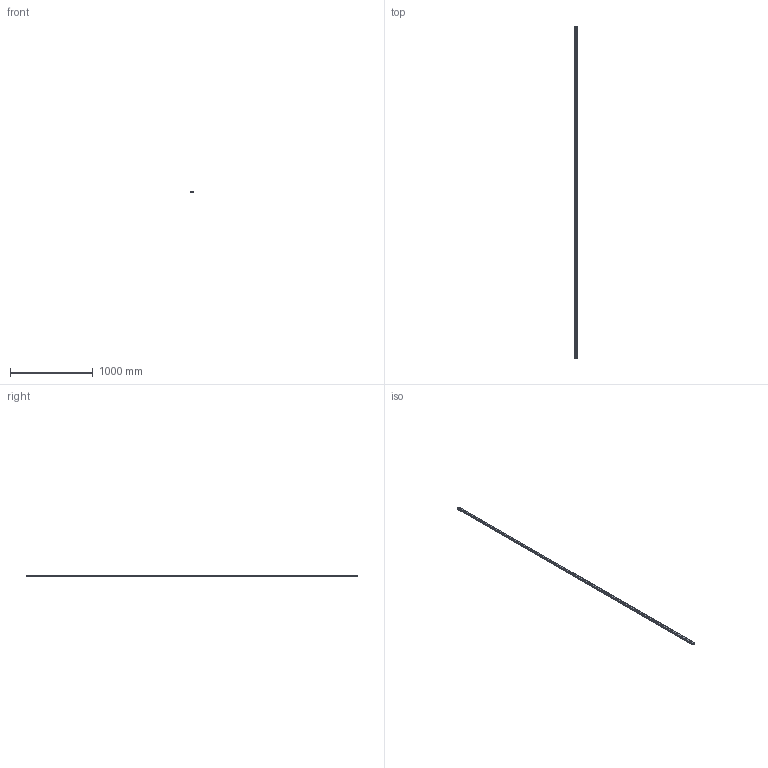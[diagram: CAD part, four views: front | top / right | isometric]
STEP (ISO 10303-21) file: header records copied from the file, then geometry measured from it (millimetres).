
FILE_DESCRIPTION(('STEP AP214'),'1');
FILE_NAME('cctmp_90F67AAE-F70B-4195-8244-C4DF74EB6F2C_2024_08_08_16_51_33_0242..stp','2024-08-08T14:51:33',('HIWIN GmbH'),('CADClick - www.CADClick.com'),'Spatial InterOp 3D',' ','unknown authorization');
FILE_SCHEMA(('AUTOMOTIVE_DESIGN'));
Length unit declared in the file: millimetre
Products named in the file (3): cc_unnamed; EGR30U4000C_FILE_1; EGR30U4000C_FILE
Assembly tree (2 placements, depth 2):
  cc_unnamed
    EGR30U4000C_FILE_1
    EGR30U4000C_FILE
Bounding box: 28 x 4000 x 23 mm (x, y, z)
Volume: 2184233.2 mm3; surface area: 462976.5 mm2
Topology: 2 solids, 2 shells, 706 faces, 1782 edges, 1188 vertices
Faces by surface type: plane 370, cylinder 336
Entity records: 27326 total; most frequent: DIRECTION 4072, CARTESIAN_POINT 3679, ORIENTED_EDGE 3564, EDGE_CURVE 1782, AXIS2_PLACEMENT_3D 1581, VERTEX_POINT 1188, LINE 910, VECTOR 910
